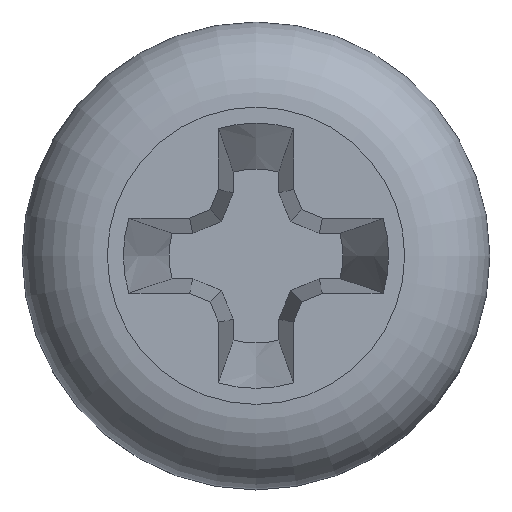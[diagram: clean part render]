
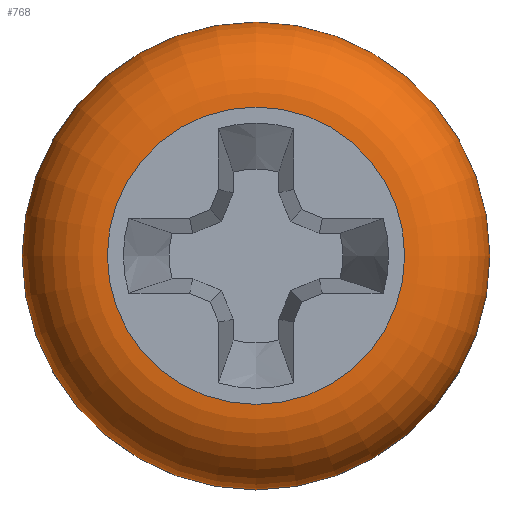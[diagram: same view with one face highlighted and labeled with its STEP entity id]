
A CAD part, top view. The second image highlights one B-rep face of the part: STEP entity #768.
In plain terms, the highlighted toroidal (fillet/blend) face has major radius 1.78 mm and minor radius 1.02 mm.
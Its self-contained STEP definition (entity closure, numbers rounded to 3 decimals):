
#40=TOROIDAL_SURFACE('',#837,1.78,1.02);
#70=FACE_OUTER_BOUND('',#112,.T.);
#112=EDGE_LOOP('',(#566,#567,#568,#569,#570,#571,#572));
#149=CIRCLE('',#838,2.8);
#150=CIRCLE('',#839,2.8);
#151=CIRCLE('',#840,1.02);
#152=CIRCLE('',#841,1.78);
#153=CIRCLE('',#842,1.78);
#154=CIRCLE('',#843,2.8);
#342=VERTEX_POINT('',#3300);
#343=VERTEX_POINT('',#3301);
#344=VERTEX_POINT('',#3303);
#345=VERTEX_POINT('',#3305);
#346=VERTEX_POINT('',#3307);
#435=EDGE_CURVE('',#342,#343,#149,.T.);
#436=EDGE_CURVE('',#344,#342,#150,.T.);
#437=EDGE_CURVE('',#344,#345,#151,.T.);
#438=EDGE_CURVE('',#345,#346,#152,.T.);
#439=EDGE_CURVE('',#346,#345,#153,.T.);
#440=EDGE_CURVE('',#343,#344,#154,.T.);
#566=ORIENTED_EDGE('',*,*,#435,.F.);
#567=ORIENTED_EDGE('',*,*,#436,.F.);
#568=ORIENTED_EDGE('',*,*,#437,.T.);
#569=ORIENTED_EDGE('',*,*,#438,.T.);
#570=ORIENTED_EDGE('',*,*,#439,.T.);
#571=ORIENTED_EDGE('',*,*,#437,.F.);
#572=ORIENTED_EDGE('',*,*,#440,.F.);
#768=ADVANCED_FACE('',(#70),#40,.T.);
#837=AXIS2_PLACEMENT_3D('',#3299,#933,#934);
#838=AXIS2_PLACEMENT_3D('',#3302,#935,#936);
#839=AXIS2_PLACEMENT_3D('',#3304,#937,#938);
#840=AXIS2_PLACEMENT_3D('',#3306,#939,#940);
#841=AXIS2_PLACEMENT_3D('',#3308,#941,#942);
#842=AXIS2_PLACEMENT_3D('',#3309,#943,#944);
#843=AXIS2_PLACEMENT_3D('',#3310,#945,#946);
#933=DIRECTION('center_axis',(0.,0.,-1.));
#934=DIRECTION('ref_axis',(0.,1.,0.));
#935=DIRECTION('center_axis',(0.,0.,-1.));
#936=DIRECTION('ref_axis',(0.,1.,0.));
#937=DIRECTION('center_axis',(0.,0.,-1.));
#938=DIRECTION('ref_axis',(0.,1.,0.));
#939=DIRECTION('center_axis',(-1.,0.,0.));
#940=DIRECTION('ref_axis',(0.,-1.,0.));
#941=DIRECTION('center_axis',(0.,0.,-1.));
#942=DIRECTION('ref_axis',(0.,1.,0.));
#943=DIRECTION('center_axis',(0.,0.,-1.));
#944=DIRECTION('ref_axis',(0.,1.,0.));
#945=DIRECTION('center_axis',(0.,0.,-1.));
#946=DIRECTION('ref_axis',(0.,1.,0.));
#3299=CARTESIAN_POINT('Origin',(0.,0.,1.38));
#3300=CARTESIAN_POINT('',(-2.8,0.,1.38));
#3301=CARTESIAN_POINT('',(2.8,0.,1.38));
#3302=CARTESIAN_POINT('Origin',(0.,0.,1.38));
#3303=CARTESIAN_POINT('',(0.,-2.8,1.38));
#3304=CARTESIAN_POINT('Origin',(0.,0.,1.38));
#3305=CARTESIAN_POINT('',(0.,-1.78,2.4));
#3306=CARTESIAN_POINT('Origin',(0.,-1.78,1.38));
#3307=CARTESIAN_POINT('',(0.,1.78,2.4));
#3308=CARTESIAN_POINT('Origin',(0.,0.,2.4));
#3309=CARTESIAN_POINT('Origin',(0.,0.,2.4));
#3310=CARTESIAN_POINT('Origin',(0.,0.,1.38));
